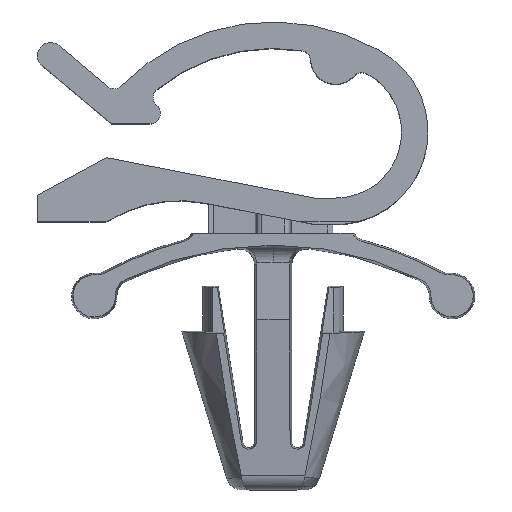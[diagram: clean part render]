
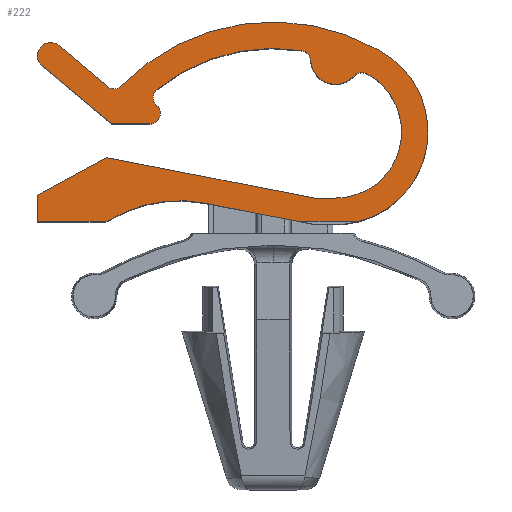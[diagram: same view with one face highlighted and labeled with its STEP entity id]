
A CAD part, top view. The second image highlights one B-rep face of the part: STEP entity #222.
In plain terms, the highlighted planar face has unit normal (0, 0, 1).
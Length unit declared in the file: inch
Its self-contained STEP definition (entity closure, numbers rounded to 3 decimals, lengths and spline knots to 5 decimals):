
#222=ADVANCED_FACE('',(#498),#340,.F.);
#340=PLANE('',#2538);
#396=CIRCLE('',#2487,0.175);
#400=CIRCLE('',#2492,0.4);
#402=CIRCLE('',#2495,0.02);
#404=CIRCLE('',#2499,0.025);
#406=CIRCLE('',#2504,0.0197);
#408=CIRCLE('',#2507,0.02);
#410=CIRCLE('',#2510,0.35);
#412=CIRCLE('',#2513,0.02);
#414=CIRCLE('',#2516,0.047);
#416=CIRCLE('',#2519,0.02);
#418=CIRCLE('',#2522,0.125);
#420=CIRCLE('',#2528,0.02);
#422=CIRCLE('',#2532,0.2533);
#498=FACE_OUTER_BOUND('',#630,.T.);
#630=EDGE_LOOP('',(#1314,#1315,#1316,#1317,#1318,#1319,#1320,#1321,#1322,
#1323,#1324,#1325,#1326,#1327,#1328,#1329,#1330,#1331,#1332,#1333,#1334,
#1335,#1336));
#750=LINE('',#3428,#946);
#754=LINE('',#3437,#950);
#767=LINE('',#3467,#963);
#790=LINE('',#3537,#986);
#793=LINE('',#3546,#989);
#796=LINE('',#3552,#992);
#807=LINE('',#3603,#1003);
#810=LINE('',#3609,#1006);
#812=LINE('',#3612,#1008);
#818=LINE('',#3631,#1014);
#946=VECTOR('',#2732,1.);
#950=VECTOR('',#2738,1.);
#963=VECTOR('',#2757,1.);
#986=VECTOR('',#2814,1.);
#989=VECTOR('',#2825,1.);
#992=VECTOR('',#2830,1.);
#1003=VECTOR('',#2885,1.);
#1006=VECTOR('',#2890,1.);
#1008=VECTOR('',#2894,1.);
#1014=VECTOR('',#2922,1.);
#1314=ORIENTED_EDGE('',*,*,#2138,.F.);
#1315=ORIENTED_EDGE('',*,*,#2140,.T.);
#1316=ORIENTED_EDGE('',*,*,#2144,.F.);
#1317=ORIENTED_EDGE('',*,*,#2146,.F.);
#1318=ORIENTED_EDGE('',*,*,#2149,.T.);
#1319=ORIENTED_EDGE('',*,*,#2152,.T.);
#1320=ORIENTED_EDGE('',*,*,#2156,.F.);
#1321=ORIENTED_EDGE('',*,*,#2158,.T.);
#1322=ORIENTED_EDGE('',*,*,#2161,.T.);
#1323=ORIENTED_EDGE('',*,*,#2164,.T.);
#1324=ORIENTED_EDGE('',*,*,#2168,.F.);
#1325=ORIENTED_EDGE('',*,*,#2170,.T.);
#1326=ORIENTED_EDGE('',*,*,#2173,.T.);
#1327=ORIENTED_EDGE('',*,*,#2177,.F.);
#1328=ORIENTED_EDGE('',*,*,#2180,.F.);
#1329=ORIENTED_EDGE('',*,*,#2182,.T.);
#1330=ORIENTED_EDGE('',*,*,#2090,.F.);
#1331=ORIENTED_EDGE('',*,*,#2094,.F.);
#1332=ORIENTED_EDGE('',*,*,#2185,.F.);
#1333=ORIENTED_EDGE('',*,*,#2188,.T.);
#1334=ORIENTED_EDGE('',*,*,#2109,.T.);
#1335=ORIENTED_EDGE('',*,*,#2192,.F.);
#1336=ORIENTED_EDGE('',*,*,#2131,.F.);
#1863=VERTEX_POINT('',#3426);
#1865=VERTEX_POINT('',#3429);
#1867=VERTEX_POINT('',#3435);
#1882=VERTEX_POINT('',#3466);
#1883=VERTEX_POINT('',#3468);
#1901=VERTEX_POINT('',#3509);
#1903=VERTEX_POINT('',#3512);
#1907=VERTEX_POINT('',#3523);
#1909=VERTEX_POINT('',#3529);
#1911=VERTEX_POINT('',#3535);
#1913=VERTEX_POINT('',#3541);
#1915=VERTEX_POINT('',#3547);
#1917=VERTEX_POINT('',#3553);
#1919=VERTEX_POINT('',#3559);
#1921=VERTEX_POINT('',#3565);
#1923=VERTEX_POINT('',#3571);
#1925=VERTEX_POINT('',#3577);
#1927=VERTEX_POINT('',#3583);
#1929=VERTEX_POINT('',#3589);
#1931=VERTEX_POINT('',#3595);
#1933=VERTEX_POINT('',#3601);
#1935=VERTEX_POINT('',#3607);
#1937=VERTEX_POINT('',#3616);
#2090=EDGE_CURVE('',#1863,#1865,#750,.T.);
#2094=EDGE_CURVE('',#1867,#1863,#754,.T.);
#2109=EDGE_CURVE('',#1883,#1882,#767,.T.);
#2131=EDGE_CURVE('',#1901,#1903,#396,.T.);
#2138=EDGE_CURVE('',#1907,#1901,#400,.T.);
#2140=EDGE_CURVE('',#1907,#1909,#402,.T.);
#2144=EDGE_CURVE('',#1911,#1909,#790,.T.);
#2146=EDGE_CURVE('',#1913,#1911,#404,.T.);
#2149=EDGE_CURVE('',#1913,#1915,#793,.T.);
#2152=EDGE_CURVE('',#1915,#1917,#796,.T.);
#2156=EDGE_CURVE('',#1919,#1917,#406,.T.);
#2158=EDGE_CURVE('',#1919,#1921,#408,.T.);
#2161=EDGE_CURVE('',#1921,#1923,#410,.T.);
#2164=EDGE_CURVE('',#1923,#1925,#412,.T.);
#2168=EDGE_CURVE('',#1927,#1925,#414,.T.);
#2170=EDGE_CURVE('',#1927,#1929,#416,.T.);
#2173=EDGE_CURVE('',#1929,#1931,#418,.T.);
#2177=EDGE_CURVE('',#1933,#1931,#807,.T.);
#2180=EDGE_CURVE('',#1935,#1933,#810,.T.);
#2182=EDGE_CURVE('',#1935,#1865,#812,.T.);
#2185=EDGE_CURVE('',#1937,#1867,#420,.T.);
#2188=EDGE_CURVE('',#1937,#1883,#422,.T.);
#2192=EDGE_CURVE('',#1903,#1882,#818,.T.);
#2487=AXIS2_PLACEMENT_3D('',#3511,#2787,#2788);
#2492=AXIS2_PLACEMENT_3D('',#3525,#2800,#2801);
#2495=AXIS2_PLACEMENT_3D('',#3528,#2806,#2807);
#2499=AXIS2_PLACEMENT_3D('',#3540,#2818,#2819);
#2504=AXIS2_PLACEMENT_3D('',#3561,#2836,#2837);
#2507=AXIS2_PLACEMENT_3D('',#3564,#2842,#2843);
#2510=AXIS2_PLACEMENT_3D('',#3570,#2849,#2850);
#2513=AXIS2_PLACEMENT_3D('',#3576,#2856,#2857);
#2516=AXIS2_PLACEMENT_3D('',#3585,#2864,#2865);
#2519=AXIS2_PLACEMENT_3D('',#3588,#2870,#2871);
#2522=AXIS2_PLACEMENT_3D('',#3594,#2877,#2878);
#2528=AXIS2_PLACEMENT_3D('',#3618,#2899,#2900);
#2532=AXIS2_PLACEMENT_3D('',#3623,#2908,#2909);
#2538=AXIS2_PLACEMENT_3D('',#3632,#2923,#2924);
#2732=DIRECTION('',(0.,1.,0.));
#2738=DIRECTION('',(-1.,0.,0.));
#2757=DIRECTION('',(0.982,-0.191,0.));
#2787=DIRECTION('',(0.,0.,-1.));
#2788=DIRECTION('',(-1.,0.,0.));
#2800=DIRECTION('',(0.,0.,-1.));
#2801=DIRECTION('',(-1.,0.,0.));
#2806=DIRECTION('',(0.,0.,-1.));
#2807=DIRECTION('',(-1.,0.,0.));
#2814=DIRECTION('',(0.766,-0.643,0.));
#2818=DIRECTION('',(0.,0.,-1.));
#2819=DIRECTION('',(-1.,0.,0.));
#2825=DIRECTION('',(0.766,-0.643,0.));
#2830=DIRECTION('',(1.,0.,0.));
#2836=DIRECTION('',(0.,0.,-1.));
#2837=DIRECTION('',(-1.,0.,0.));
#2842=DIRECTION('',(0.,0.,-1.));
#2843=DIRECTION('',(-1.,0.,0.));
#2849=DIRECTION('',(0.,0.,-1.));
#2850=DIRECTION('',(-1.,0.,0.));
#2856=DIRECTION('',(0.,0.,-1.));
#2857=DIRECTION('',(-1.,0.,0.));
#2864=DIRECTION('',(0.,0.,-1.));
#2865=DIRECTION('',(-1.,0.,0.));
#2870=DIRECTION('',(0.,0.,-1.));
#2871=DIRECTION('',(-1.,0.,0.));
#2877=DIRECTION('',(0.,0.,-1.));
#2878=DIRECTION('',(-1.,0.,0.));
#2885=DIRECTION('',(1.,0.,0.));
#2890=DIRECTION('',(0.982,-0.191,0.));
#2894=DIRECTION('',(-0.879,-0.477,0.));
#2899=DIRECTION('',(0.,0.,-1.));
#2900=DIRECTION('',(-1.,0.,0.));
#2908=DIRECTION('',(0.,0.,-1.));
#2909=DIRECTION('',(-1.,0.,0.));
#2922=DIRECTION('',(-1.,0.,0.));
#2923=DIRECTION('',(0.,0.,-1.));
#2924=DIRECTION('',(1.,0.,0.));
#3426=CARTESIAN_POINT('',(-0.446,0.693,-0.0065));
#3428=CARTESIAN_POINT('',(-0.446,0.943,-0.0065));
#3429=CARTESIAN_POINT('',(-0.446,0.743,-0.0065));
#3435=CARTESIAN_POINT('',(-0.31948,0.693,-0.0065));
#3437=CARTESIAN_POINT('',(0.0835,0.693,-0.0065));
#3466=CARTESIAN_POINT('',(0.05071,0.693,-0.0065));
#3467=CARTESIAN_POINT('',(-0.02568,0.70785,-0.0065));
#3468=CARTESIAN_POINT('',(-0.12936,0.728,-0.0065));
#3509=CARTESIAN_POINT('',(0.19653,1.01909,-0.0065));
#3511=CARTESIAN_POINT('',(0.118,0.8627,-0.0065));
#3512=CARTESIAN_POINT('',(0.16076,0.693,-0.0065));
#3523=CARTESIAN_POINT('',(-0.28609,0.95026,-0.0065));
#3525=CARTESIAN_POINT('',(0.,0.6707,-0.0065));
#3528=CARTESIAN_POINT('',(-0.30039,0.96424,-0.0065));
#3529=CARTESIAN_POINT('',(-0.31325,0.94891,-0.0065));
#3535=CARTESIAN_POINT('',(-0.40493,1.02585,-0.0065));
#3537=CARTESIAN_POINT('',(-0.35909,0.98738,-0.0065));
#3540=CARTESIAN_POINT('',(-0.421,1.0067,-0.0065));
#3541=CARTESIAN_POINT('',(-0.43707,0.98754,-0.0065));
#3546=CARTESIAN_POINT('',(-0.37179,0.93277,-0.0065));
#3547=CARTESIAN_POINT('',(-0.30652,0.878,-0.0065));
#3552=CARTESIAN_POINT('',(-0.26976,0.878,-0.0065));
#3553=CARTESIAN_POINT('',(-0.233,0.878,-0.0065));
#3559=CARTESIAN_POINT('',(-0.2201,0.91258,-0.0065));
#3561=CARTESIAN_POINT('',(-0.233,0.8977,-0.0065));
#3564=CARTESIAN_POINT('',(-0.207,0.9277,-0.0065));
#3565=CARTESIAN_POINT('',(-0.21955,0.94327,-0.0065));
#3570=CARTESIAN_POINT('',(0.,0.6707,-0.0065));
#3571=CARTESIAN_POINT('',(0.05416,1.01648,-0.0065));
#3576=CARTESIAN_POINT('',(0.05107,0.99672,-0.0065));
#3577=CARTESIAN_POINT('',(0.07105,0.99761,-0.0065));
#3583=CARTESIAN_POINT('',(0.15304,0.96838,-0.0065));
#3585=CARTESIAN_POINT('',(0.118,0.9997,-0.0065));
#3588=CARTESIAN_POINT('',(0.16796,0.95505,-0.0065));
#3589=CARTESIAN_POINT('',(0.17747,0.97264,-0.0065));
#3594=CARTESIAN_POINT('',(0.118,0.8627,-0.0065));
#3595=CARTESIAN_POINT('',(0.118,0.7377,-0.0065));
#3601=CARTESIAN_POINT('',(0.078,0.7377,-0.0065));
#3603=CARTESIAN_POINT('',(0.098,0.7377,-0.0065));
#3607=CARTESIAN_POINT('',(-0.31505,0.8141,-0.0065));
#3609=CARTESIAN_POINT('',(-0.11853,0.7759,-0.0065));
#3612=CARTESIAN_POINT('',(-0.38053,0.77855,-0.0065));
#3616=CARTESIAN_POINT('',(-0.3091,0.6959,-0.0065));
#3618=CARTESIAN_POINT('',(-0.31948,0.713,-0.0065));
#3623=CARTESIAN_POINT('',(-0.17769,0.47936,-0.0065));
#3631=CARTESIAN_POINT('',(0.0835,0.693,-0.0065));
#3632=CARTESIAN_POINT('',(0.0835,0.943,-0.0065));
